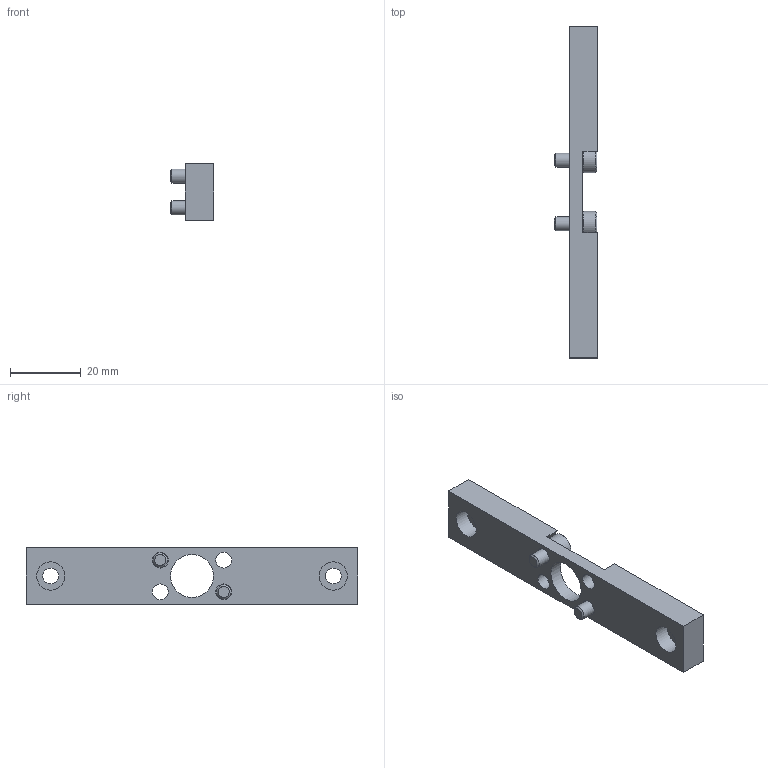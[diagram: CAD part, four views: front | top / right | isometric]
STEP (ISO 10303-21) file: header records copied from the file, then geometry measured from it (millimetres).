
FILE_DESCRIPTION(/* description */ ('STEP AP214'),/* implementation_level */ '2;1');
FILE_NAME(/* name */ '161812_FZF-18',/* time_stamp */ '2024-08-28T19:46:22+02:00',/* author */ ('License CC BY-ND 4.0'),/* organization */ ('CADENAS'),/* preprocessor_version */ 'ST-DEVELOPER v19.3',/* originating_system */ 'PARTsolutions',/* authorisation */ ' ');
FILE_SCHEMA (('AUTOMOTIVE_DESIGN {1 0 10303 214 3 1 1}'));
Length unit declared in the file: millimetre
Products named in the file (3): 161812 FZF-18; 161812 FZF-18---(p); DIN-912 - M4x8(F)
Assembly tree (3 placements, depth 2):
  161812 FZF-18
    161812 FZF-18---(p)
    DIN-912 - M4x8(F)  x2
Bounding box: 12.2 x 94 x 16 mm (x, y, z)
Volume: 9484.1 mm3; surface area: 5533.4 mm2
Topology: 3 solids, 3 shells, 77 faces, 163 edges, 96 vertices
Faces by surface type: plane 40, cone 22, cylinder 15
Full cylindrical faces by diameter (mm): 4 x2, 4.5 x6, 7 x2, 8 x2, 12.1 x1
Entity records: 1333 total; most frequent: DIRECTION 228, CARTESIAN_POINT 224, ORIENTED_EDGE 172, AXIS2_PLACEMENT_3D 95, EDGE_CURVE 86, FACE_BOUND 83, EDGE_LOOP 82, VERTEX_POINT 61
